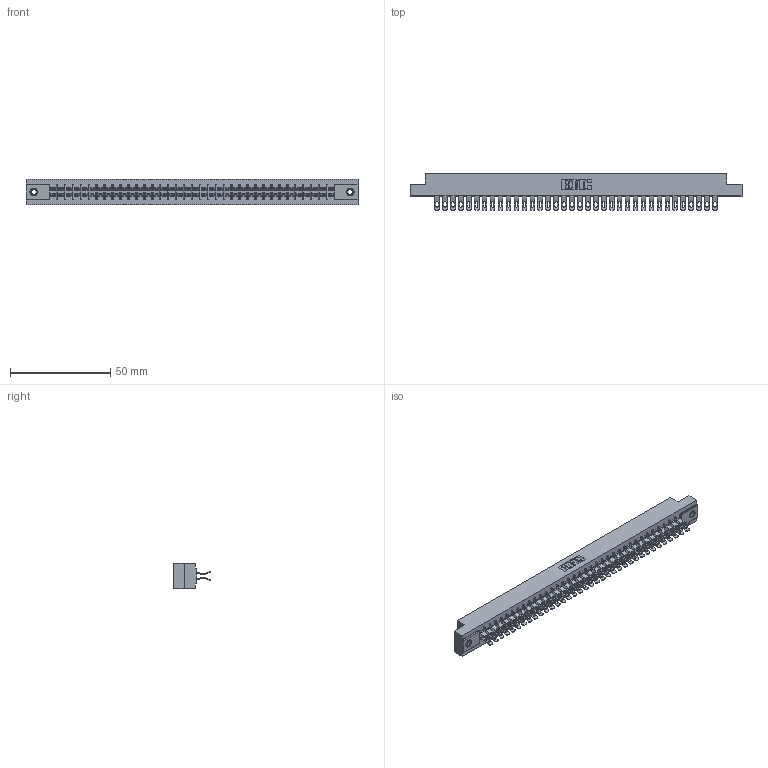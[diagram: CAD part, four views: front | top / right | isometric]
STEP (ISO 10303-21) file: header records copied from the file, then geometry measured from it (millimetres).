
FILE_DESCRIPTION (( 'STEP AP203' ), '1' );
FILE_NAME ('355-072-555-507.STEP', '2019-09-13T12:17:51', ( '' ), ( '' ), 'SwSTEP 2.0', 'SolidWorks 2016', '' );
FILE_SCHEMA (( 'CONFIG_CONTROL_DESIGN' ));
Length unit declared in the file: inch
Products named in the file (4): 355-072-555-507; 305-290-001_555; 345-250-001_345-250-005-103; 305 Part_.156 Dia
Assembly tree (75 placements, depth 2):
  355-072-555-507
    305 Part_.156 Dia
    305-290-001_555  x72
    345-250-001_345-250-005-103  x2
Bounding box: 165.66 x 18.41 x 12.7 mm (x, y, z)
Volume: 16947.3 mm3; surface area: 23610.8 mm2
Topology: 75 solids, 75 shells, 4928 faces, 14672 edges, 9580 vertices
Faces by surface type: plane 2404, cylinder 2364, sphere 144, cone 12, torus 4
Entity records: 41518 total; most frequent: CARTESIAN_POINT 6871, ORIENTED_EDGE 6804, DIRECTION 6656, EDGE_CURVE 3402, LINE 2722, VECTOR 2722, VERTEX_POINT 2166, AXIS2_PLACEMENT_3D 1967
